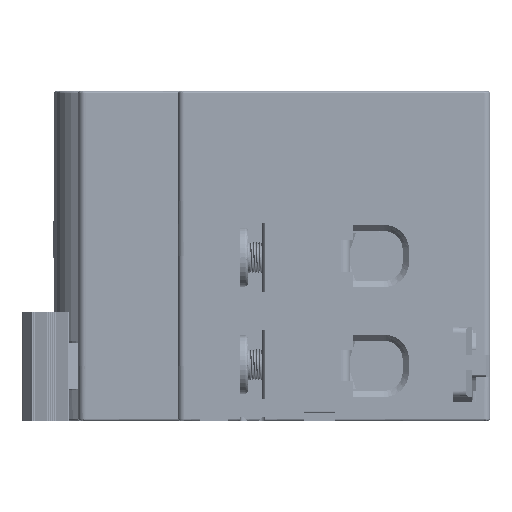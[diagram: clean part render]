
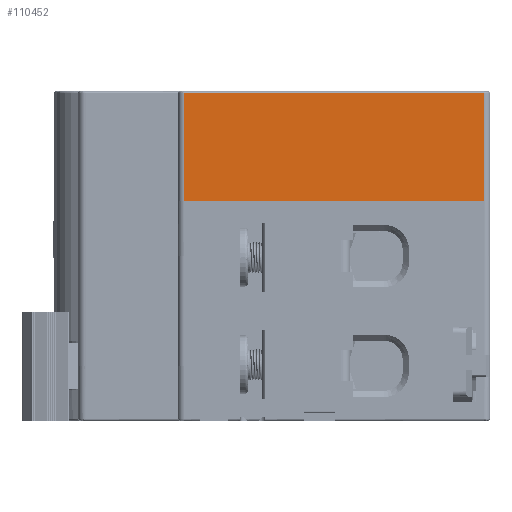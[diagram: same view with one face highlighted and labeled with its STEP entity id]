
A CAD part, left-side view. The second image highlights one B-rep face of the part: STEP entity #110452.
In plain terms, the highlighted planar face has unit normal (-1, 0, 0).
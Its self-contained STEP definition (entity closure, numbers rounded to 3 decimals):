
#2509 = LINE ( 'NONE', #118554, #128873 ) ;
#32196 = VERTEX_POINT ( 'NONE', #110860 ) ;
#34970 = CARTESIAN_POINT ( 'NONE',  ( -68.614, -8.932, 43.709 ) ) ;
#36713 = EDGE_CURVE ( 'NONE', #191964, #52215, #74863, .T. ) ;
#37008 = ORIENTED_EDGE ( 'NONE', *, *, #168093, .F. ) ;
#37400 = PLANE ( 'NONE',  #111421 ) ;
#40601 = ORIENTED_EDGE ( 'NONE', *, *, #212838, .T. ) ;
#51673 = VECTOR ( 'NONE', #173421, 1000. ) ;
#51711 = CARTESIAN_POINT ( 'NONE',  ( -68.614, 39.251, 43.709 ) ) ;
#52215 = VERTEX_POINT ( 'NONE', #34970 ) ;
#70278 = CARTESIAN_POINT ( 'NONE',  ( -68.614, 40.068, 26.409 ) ) ;
#71332 = DIRECTION ( 'NONE',  ( -1., 0., 0. ) ) ;
#74863 = LINE ( 'NONE', #159173, #51673 ) ;
#85635 = LINE ( 'NONE', #51711, #119165 ) ;
#86851 = VERTEX_POINT ( 'NONE', #164288 ) ;
#97041 = VECTOR ( 'NONE', #126223, 1000. ) ;
#102025 = FACE_OUTER_BOUND ( 'NONE', #132999, .T. ) ;
#102042 = DIRECTION ( 'NONE',  ( 0., -1., 0. ) ) ;
#103181 = DIRECTION ( 'NONE',  ( 0., 0., -1. ) ) ;
#107659 = CARTESIAN_POINT ( 'NONE',  ( -68.614, -8.932, 26.409 ) ) ;
#110452 = ADVANCED_FACE ( 'NONE', ( #102025 ), #37400, .T. ) ;
#110860 = CARTESIAN_POINT ( 'NONE',  ( -68.614, 39.068, 26.409 ) ) ;
#111421 = AXIS2_PLACEMENT_3D ( 'NONE', #70278, #71332, #201653 ) ;
#118554 = CARTESIAN_POINT ( 'NONE',  ( -68.614, 39.068, 26.409 ) ) ;
#119165 = VECTOR ( 'NONE', #102042, 1000. ) ;
#123001 = LINE ( 'NONE', #176613, #97041 ) ;
#126223 = DIRECTION ( 'NONE',  ( 0., -1., 0. ) ) ;
#128873 = VECTOR ( 'NONE', #103181, 1000. ) ;
#132999 = EDGE_LOOP ( 'NONE', ( #136698, #37008, #135581, #40601 ) ) ;
#135581 = ORIENTED_EDGE ( 'NONE', *, *, #139857, .T. ) ;
#136698 = ORIENTED_EDGE ( 'NONE', *, *, #36713, .T. ) ;
#139857 = EDGE_CURVE ( 'NONE', #86851, #32196, #2509, .T. ) ;
#159173 = CARTESIAN_POINT ( 'NONE',  ( -68.614, -8.932, 26.409 ) ) ;
#164288 = CARTESIAN_POINT ( 'NONE',  ( -68.614, 39.068, 43.709 ) ) ;
#168093 = EDGE_CURVE ( 'NONE', #86851, #52215, #85635, .T. ) ;
#173421 = DIRECTION ( 'NONE',  ( 0., 0., 1. ) ) ;
#176613 = CARTESIAN_POINT ( 'NONE',  ( -68.614, 40.068, 26.409 ) ) ;
#191964 = VERTEX_POINT ( 'NONE', #107659 ) ;
#201653 = DIRECTION ( 'NONE',  ( 0., 0., 1. ) ) ;
#212838 = EDGE_CURVE ( 'NONE', #32196, #191964, #123001, .T. ) ;
